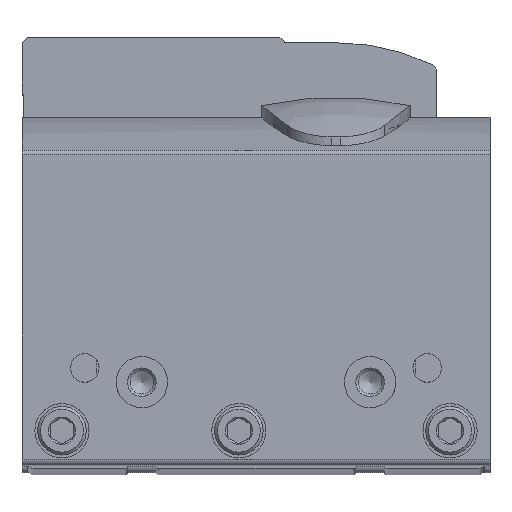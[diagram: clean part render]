
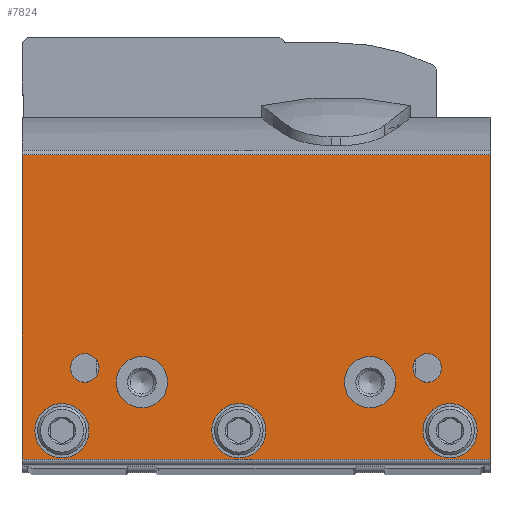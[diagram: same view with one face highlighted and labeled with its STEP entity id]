
A CAD part, top view. The second image highlights one B-rep face of the part: STEP entity #7824.
In plain terms, the highlighted face is planar.
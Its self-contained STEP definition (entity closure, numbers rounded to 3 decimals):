
#526=CIRCLE('',#10225,4.75);
#527=CIRCLE('',#10226,4.75);
#528=CIRCLE('',#10227,4.75);
#529=CIRCLE('',#10228,4.5);
#530=CIRCLE('',#10229,4.5);
#531=CIRCLE('',#10230,2.5);
#532=CIRCLE('',#10231,2.5);
#1686=ORIENTED_EDGE('',*,*,#3350,.T.);
#1687=ORIENTED_EDGE('',*,*,#3351,.T.);
#1688=ORIENTED_EDGE('',*,*,#3352,.T.);
#1689=ORIENTED_EDGE('',*,*,#3353,.T.);
#1690=ORIENTED_EDGE('',*,*,#3354,.T.);
#1691=ORIENTED_EDGE('',*,*,#3355,.T.);
#1692=ORIENTED_EDGE('',*,*,#3356,.T.);
#1693=ORIENTED_EDGE('',*,*,#3357,.T.);
#1694=ORIENTED_EDGE('',*,*,#3358,.F.);
#1695=ORIENTED_EDGE('',*,*,#3359,.F.);
#1696=ORIENTED_EDGE('',*,*,#3360,.T.);
#3350=EDGE_CURVE('',#4252,#4252,#526,.T.);
#3351=EDGE_CURVE('',#4253,#4253,#527,.T.);
#3352=EDGE_CURVE('',#4254,#4254,#528,.T.);
#3353=EDGE_CURVE('',#4255,#4255,#529,.T.);
#3354=EDGE_CURVE('',#4256,#4256,#530,.T.);
#3355=EDGE_CURVE('',#4257,#4257,#531,.T.);
#3356=EDGE_CURVE('',#4258,#4258,#532,.T.);
#3357=EDGE_CURVE('',#4259,#4260,#5030,.T.);
#3358=EDGE_CURVE('',#4261,#4260,#5031,.T.);
#3359=EDGE_CURVE('',#4262,#4261,#5032,.T.);
#3360=EDGE_CURVE('',#4262,#4259,#5033,.T.);
#4252=VERTEX_POINT('',#14294);
#4253=VERTEX_POINT('',#14296);
#4254=VERTEX_POINT('',#14298);
#4255=VERTEX_POINT('',#14300);
#4256=VERTEX_POINT('',#14302);
#4257=VERTEX_POINT('',#14304);
#4258=VERTEX_POINT('',#14306);
#4259=VERTEX_POINT('',#14308);
#4260=VERTEX_POINT('',#14309);
#4261=VERTEX_POINT('',#14311);
#4262=VERTEX_POINT('',#14313);
#5030=LINE('',#14307,#5649);
#5031=LINE('',#14310,#5650);
#5032=LINE('',#14312,#5651);
#5033=LINE('',#14314,#5652);
#5649=VECTOR('',#11756,1000.);
#5650=VECTOR('',#11757,1000.);
#5651=VECTOR('',#11758,1000.);
#5652=VECTOR('',#11759,1000.);
#6103=EDGE_LOOP('',(#1686));
#6104=EDGE_LOOP('',(#1687));
#6105=EDGE_LOOP('',(#1688));
#6106=EDGE_LOOP('',(#1689));
#6107=EDGE_LOOP('',(#1690));
#6108=EDGE_LOOP('',(#1691));
#6109=EDGE_LOOP('',(#1692));
#6110=EDGE_LOOP('',(#1693,#1694,#1695,#1696));
#6823=FACE_BOUND('',#6103,.T.);
#6824=FACE_BOUND('',#6104,.T.);
#6825=FACE_BOUND('',#6105,.T.);
#6826=FACE_BOUND('',#6106,.T.);
#6827=FACE_BOUND('',#6107,.T.);
#6828=FACE_BOUND('',#6108,.T.);
#6829=FACE_BOUND('',#6109,.T.);
#6830=FACE_BOUND('',#6110,.T.);
#7492=PLANE('',#10224);
#7824=ADVANCED_FACE('',(#6823,#6824,#6825,#6826,#6827,#6828,#6829,#6830),
#7492,.F.);
#10224=AXIS2_PLACEMENT_3D('',#14292,#11740,#11741);
#10225=AXIS2_PLACEMENT_3D('',#14293,#11742,#11743);
#10226=AXIS2_PLACEMENT_3D('',#14295,#11744,#11745);
#10227=AXIS2_PLACEMENT_3D('',#14297,#11746,#11747);
#10228=AXIS2_PLACEMENT_3D('',#14299,#11748,#11749);
#10229=AXIS2_PLACEMENT_3D('',#14301,#11750,#11751);
#10230=AXIS2_PLACEMENT_3D('',#14303,#11752,#11753);
#10231=AXIS2_PLACEMENT_3D('',#14305,#11754,#11755);
#11740=DIRECTION('',(1.,0.,0.));
#11741=DIRECTION('',(0.,0.,-1.));
#11742=DIRECTION('',(1.,0.,0.));
#11743=DIRECTION('',(0.,0.,-1.));
#11744=DIRECTION('',(1.,0.,0.));
#11745=DIRECTION('',(0.,0.,-1.));
#11746=DIRECTION('',(1.,0.,0.));
#11747=DIRECTION('',(0.,0.,-1.));
#11748=DIRECTION('',(1.,0.,0.));
#11749=DIRECTION('',(0.,0.,-1.));
#11750=DIRECTION('',(1.,0.,0.));
#11751=DIRECTION('',(0.,0.,-1.));
#11752=DIRECTION('',(1.,0.,0.));
#11753=DIRECTION('',(0.,0.,-1.));
#11754=DIRECTION('',(1.,0.,0.));
#11755=DIRECTION('',(0.,0.,-1.));
#11756=DIRECTION('',(0.,-1.,0.));
#11757=DIRECTION('',(0.,0.,-1.));
#11758=DIRECTION('',(0.,-1.,0.));
#11759=DIRECTION('',(0.,0.,-1.));
#14292=CARTESIAN_POINT('',(-65.,55.,82.));
#14293=CARTESIAN_POINT('',(-65.,6.,38.));
#14294=CARTESIAN_POINT('',(-65.,6.,33.25));
#14295=CARTESIAN_POINT('',(-65.,6.,75.));
#14296=CARTESIAN_POINT('',(-65.,6.,70.25));
#14297=CARTESIAN_POINT('',(-65.,6.,7.));
#14298=CARTESIAN_POINT('',(-65.,6.,2.25));
#14299=CARTESIAN_POINT('',(-65.,14.5,21.));
#14300=CARTESIAN_POINT('',(-65.,14.5,16.5));
#14301=CARTESIAN_POINT('',(-65.,14.5,61.));
#14302=CARTESIAN_POINT('',(-65.,14.5,56.5));
#14303=CARTESIAN_POINT('',(-65.,17.,11.));
#14304=CARTESIAN_POINT('',(-65.,17.,8.5));
#14305=CARTESIAN_POINT('',(-65.,17.,71.));
#14306=CARTESIAN_POINT('',(-65.,17.,68.5));
#14307=CARTESIAN_POINT('',(-65.,55.,0.));
#14308=CARTESIAN_POINT('',(-65.,54.372,0.));
#14309=CARTESIAN_POINT('',(-65.,1.,0.));
#14310=CARTESIAN_POINT('',(-65.,1.,82.));
#14311=CARTESIAN_POINT('',(-65.,1.,82.));
#14312=CARTESIAN_POINT('',(-65.,55.,82.));
#14313=CARTESIAN_POINT('',(-65.,54.372,82.));
#14314=CARTESIAN_POINT('',(-65.,54.372,82.));
